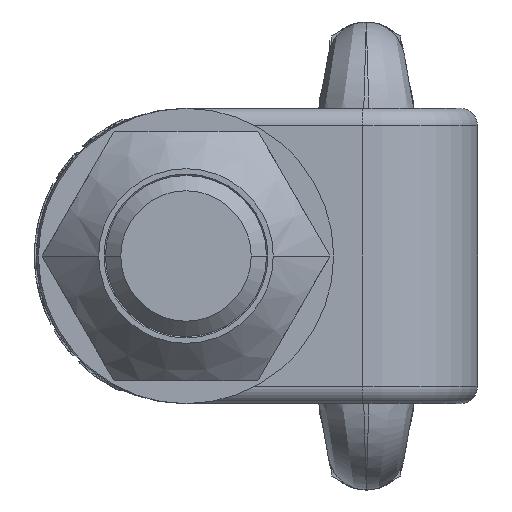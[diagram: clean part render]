
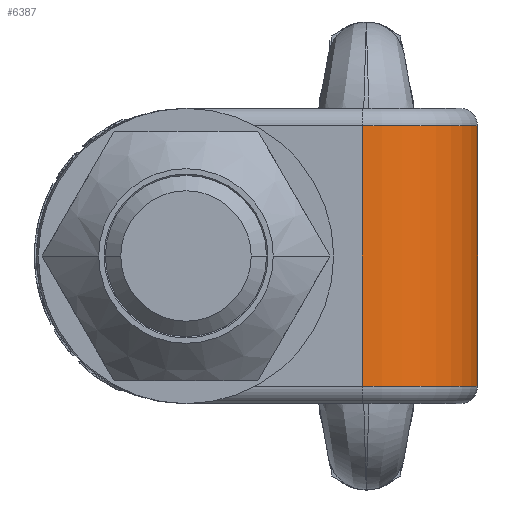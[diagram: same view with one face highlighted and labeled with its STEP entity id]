
A CAD part, front view. The second image highlights one B-rep face of the part: STEP entity #6387.
In plain terms, the highlighted cylindrical face has radius 30 mm (diameter 60 mm), a partial arc.
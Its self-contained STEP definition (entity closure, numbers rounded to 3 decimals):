
#6=DIRECTION('',(0.,0.,1.));
#7=VECTOR('',#6,68.);
#8=CARTESIAN_POINT('',(-32.,0.,-34.));
#9=LINE('',#8,#7);
#49=CARTESIAN_POINT('',(-32.,30.,34.));
#50=DIRECTION('',(0.,0.,-1.));
#51=DIRECTION('',(0.,1.,0.));
#52=AXIS2_PLACEMENT_3D('',#49,#50,#51);
#54=CARTESIAN_POINT('',(-32.,30.,-34.));
#55=DIRECTION('',(0.,0.,1.));
#56=DIRECTION('',(0.,-1.,0.));
#57=AXIS2_PLACEMENT_3D('',#54,#55,#56);
#1867=DIRECTION('',(0.,0.,-1.));
#1868=VECTOR('',#1867,68.);
#1869=CARTESIAN_POINT('',(-32.,60.,34.));
#1870=LINE('',#1869,#1868);
#5236=CARTESIAN_POINT('',(-32.,60.,34.));
#5237=CARTESIAN_POINT('',(-32.,0.,34.));
#5238=VERTEX_POINT('',#5236);
#5239=VERTEX_POINT('',#5237);
#5252=CARTESIAN_POINT('',(-32.,0.,-34.));
#5253=VERTEX_POINT('',#5252);
#5256=CARTESIAN_POINT('',(-32.,60.,-34.));
#5257=VERTEX_POINT('',#5256);
#6374=CARTESIAN_POINT('',(-32.,30.,138.877));
#6375=DIRECTION('',(0.,0.,-1.));
#6376=DIRECTION('',(0.,1.,0.));
#6377=AXIS2_PLACEMENT_3D('',#6374,#6375,#6376);
#6378=CYLINDRICAL_SURFACE('',#6377,30.);
#6380=ORIENTED_EDGE('',*,*,#6379,.F.);
#6382=ORIENTED_EDGE('',*,*,#6381,.T.);
#6383=ORIENTED_EDGE('',*,*,#6364,.F.);
#6384=ORIENTED_EDGE('',*,*,#6301,.T.);
#6385=EDGE_LOOP('',(#6380,#6382,#6383,#6384));
#6386=FACE_OUTER_BOUND('',#6385,.F.);
#6387=ADVANCED_FACE('',(#6386),#6378,.T.);
#53=CIRCLE('',#52,30.);
#58=CIRCLE('',#57,30.);
#6301=EDGE_CURVE('',#5253,#5239,#9,.T.);
#6364=EDGE_CURVE('',#5253,#5257,#58,.T.);
#6379=EDGE_CURVE('',#5238,#5239,#53,.T.);
#6381=EDGE_CURVE('',#5238,#5257,#1870,.T.);
